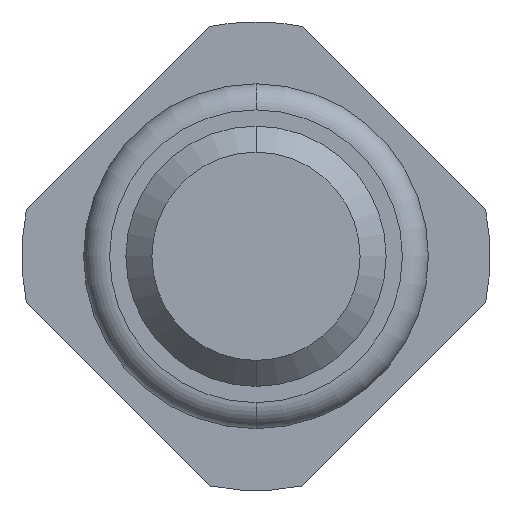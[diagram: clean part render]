
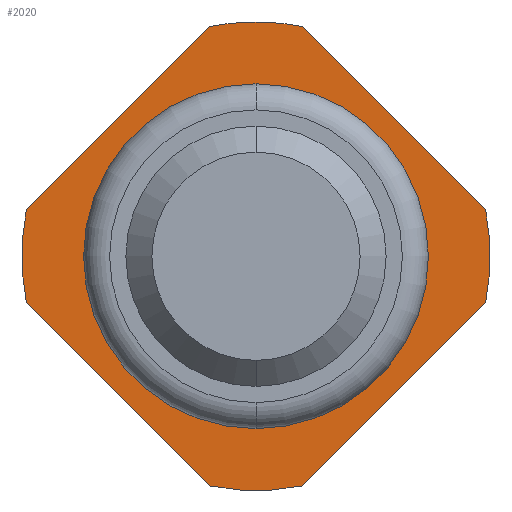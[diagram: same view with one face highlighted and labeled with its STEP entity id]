
A CAD part, front view. The second image highlights one B-rep face of the part: STEP entity #2020.
In plain terms, the highlighted planar face has unit normal (0, -1, 0).
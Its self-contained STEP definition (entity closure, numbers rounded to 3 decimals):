
#27 = AXIS2_PLACEMENT_3D ( 'NONE', #3007, #1145, #3871 ) ;
#62 = CARTESIAN_POINT ( 'NONE',  ( 0., -2., 0. ) ) ;
#120 = EDGE_CURVE ( 'Defeature ausgef�hrt2_0+Defeature ausgef�hrt2_12+Defeature ausgef�hrt2_12+Defeature ausgef�hrt2_12', #3539, #866, #372, .T. ) ;
#122 = AXIS2_PLACEMENT_3D ( 'NONE', #963, #1910, #3387 ) ;
#139 = ORIENTED_EDGE ( 'NONE', *, *, #3280, .F. ) ;
#207 = VECTOR ( 'NONE', #639, 1000. ) ;
#209 = ORIENTED_EDGE ( 'NONE', *, *, #2510, .F. ) ;
#248 = DIRECTION ( 'NONE',  ( 0., 1., 0. ) ) ;
#262 = VERTEX_POINT ( 'NONE', #2742 ) ;
#288 = PLANE ( 'NONE',  #1029 ) ;
#330 = CARTESIAN_POINT ( 'NONE',  ( 0., -2., 1.8 ) ) ;
#353 = EDGE_CURVE ( 'Defeature ausgef�hrt2_4+Defeature ausgef�hrt2_0+Defeature ausgef�hrt2_15+Defeature ausgef�hrt2_16', #2107, #517, #755, .T. ) ;
#358 = AXIS2_PLACEMENT_3D ( 'NONE', #2038, #1785, #545 ) ;
#372 = CIRCLE ( 'NONE', #1006, 1.325 ) ;
#376 = CARTESIAN_POINT ( 'NONE',  ( -1.764, -2., 0.357 ) ) ;
#419 = ORIENTED_EDGE ( 'NONE', *, *, #2103, .F. ) ;
#517 = VERTEX_POINT ( 'NONE', #3748 ) ;
#545 = DIRECTION ( 'NONE',  ( 0., 0., 1. ) ) ;
#593 = EDGE_CURVE ( 'Defeature ausgef�hrt2_16+Defeature ausgef�hrt2_0+Defeature ausgef�hrt2_4+Defeature ausgef�hrt2_3', #517, #1488, #1239, .T. ) ;
#598 = DIRECTION ( 'NONE',  ( 0., 1., 0. ) ) ;
#624 = CARTESIAN_POINT ( 'NONE',  ( 1.961, -2., -0.161 ) ) ;
#630 = CARTESIAN_POINT ( 'NONE',  ( 1.8, -2., 0. ) ) ;
#639 = DIRECTION ( 'NONE',  ( 0.707, 0., -0.707 ) ) ;
#642 = LINE ( 'NONE', #1153, #1691 ) ;
#651 = CARTESIAN_POINT ( 'NONE',  ( 1.961, -2., 0.161 ) ) ;
#663 = ORIENTED_EDGE ( 'NONE', *, *, #1121, .T. ) ;
#755 = CIRCLE ( 'NONE', #122, 1.8 ) ;
#808 = ORIENTED_EDGE ( 'NONE', *, *, #593, .F. ) ;
#843 = ORIENTED_EDGE ( 'NONE', *, *, #120, .T. ) ;
#865 = DIRECTION ( 'NONE',  ( 0., 0., 1. ) ) ;
#866 = VERTEX_POINT ( 'NONE', #3340 ) ;
#897 = DIRECTION ( 'NONE',  ( 0., 0., 1. ) ) ;
#907 = CARTESIAN_POINT ( 'NONE',  ( -1.764, -2., -0.357 ) ) ;
#942 = VERTEX_POINT ( 'NONE', #376 ) ;
#963 = CARTESIAN_POINT ( 'NONE',  ( 0., -2., 0. ) ) ;
#1006 = AXIS2_PLACEMENT_3D ( 'NONE', #2388, #3557, #1141 ) ;
#1029 = AXIS2_PLACEMENT_3D ( 'NONE', #630, #598, #897 ) ;
#1119 = CARTESIAN_POINT ( 'NONE',  ( 0., -2., -1.325 ) ) ;
#1121 = EDGE_CURVE ( 'Defeature ausgef�hrt2_0+Defeature ausgef�hrt2_12+Defeature ausgef�hrt2_12+Defeature ausgef�hrt2_12', #866, #3539, #3837, .T. ) ;
#1141 = DIRECTION ( 'NONE',  ( 0., 0., 1. ) ) ;
#1145 = DIRECTION ( 'NONE',  ( 0., 1., 0. ) ) ;
#1153 = CARTESIAN_POINT ( 'NONE',  ( -0.161, -2., 1.961 ) ) ;
#1215 = DIRECTION ( 'NONE',  ( 0., 0., 1. ) ) ;
#1239 = LINE ( 'NONE', #1417, #2770 ) ;
#1417 = CARTESIAN_POINT ( 'NONE',  ( -0.161, -2., -1.961 ) ) ;
#1434 = DIRECTION ( 'NONE',  ( -0.707, 0., 0.707 ) ) ;
#1458 = DIRECTION ( 'NONE',  ( 0., 0., 1. ) ) ;
#1460 = AXIS2_PLACEMENT_3D ( 'NONE', #62, #2842, #1215 ) ;
#1488 = VERTEX_POINT ( 'NONE', #907 ) ;
#1691 = VECTOR ( 'NONE', #2076, 1000. ) ;
#1724 = VERTEX_POINT ( 'NONE', #1932 ) ;
#1745 = CIRCLE ( 'NONE', #1994, 1.8 ) ;
#1785 = DIRECTION ( 'NONE',  ( 0., 1., 0. ) ) ;
#1787 = CARTESIAN_POINT ( 'NONE',  ( 0., -2., 0. ) ) ;
#1793 = CARTESIAN_POINT ( 'NONE',  ( -0.357, -2., 1.764 ) ) ;
#1865 = VERTEX_POINT ( 'NONE', #3835 ) ;
#1892 = EDGE_LOOP ( 'NONE', ( #419, #209, #2878, #3469, #3538, #808, #3476, #3220, #139 ) ) ;
#1894 = FACE_OUTER_BOUND ( 'NONE', #1892, .T. ) ;
#1910 = DIRECTION ( 'NONE',  ( 0., 1., 0. ) ) ;
#1932 = CARTESIAN_POINT ( 'NONE',  ( 1.764, -2., -0.357 ) ) ;
#1991 = VERTEX_POINT ( 'NONE', #1793 ) ;
#1994 = AXIS2_PLACEMENT_3D ( 'NONE', #1787, #248, #865 ) ;
#2020 = ADVANCED_FACE ( 'Defeature ausgef�hrt2_0', ( #3825, #1894 ), #288, .F. ) ;
#2038 = CARTESIAN_POINT ( 'NONE',  ( 0., -2., 0. ) ) ;
#2076 = DIRECTION ( 'NONE',  ( 0.707, 0., 0.707 ) ) ;
#2103 = EDGE_CURVE ( 'Defeature ausgef�hrt2_18+Defeature ausgef�hrt2_0+Defeature ausgef�hrt2_2+Defeature ausgef�hrt2_1', #262, #1865, #2368, .T. ) ;
#2107 = VERTEX_POINT ( 'NONE', #2468 ) ;
#2184 = VECTOR ( 'NONE', #3944, 1000. ) ;
#2313 = EDGE_LOOP ( 'NONE', ( #663, #843 ) ) ;
#2368 = LINE ( 'NONE', #651, #207 ) ;
#2388 = CARTESIAN_POINT ( 'NONE',  ( 0., -2., 0. ) ) ;
#2400 = EDGE_CURVE ( 'Defeature ausgef�hrt2_2+Defeature ausgef�hrt2_0+Defeature ausgef�hrt2_17+Defeature ausgef�hrt2_18', #1991, #3908, #2465, .T. ) ;
#2465 = CIRCLE ( 'NONE', #2609, 1.8 ) ;
#2468 = CARTESIAN_POINT ( 'NONE',  ( 0.357, -2., -1.764 ) ) ;
#2510 = EDGE_CURVE ( 'Defeature ausgef�hrt2_2+Defeature ausgef�hrt2_0+Defeature ausgef�hrt2_17+Defeature ausgef�hrt2_18', #3908, #262, #1745, .T. ) ;
#2588 = EDGE_CURVE ( 'Defeature ausgef�hrt2_3+Defeature ausgef�hrt2_0+Defeature ausgef�hrt2_16+Defeature ausgef�hrt2_17', #1488, #942, #3448, .T. ) ;
#2595 = LINE ( 'NONE', #624, #2184 ) ;
#2609 = AXIS2_PLACEMENT_3D ( 'NONE', #3518, #2657, #1458 ) ;
#2657 = DIRECTION ( 'NONE',  ( 0., 1., 0. ) ) ;
#2696 = EDGE_CURVE ( 'Defeature ausgef�hrt2_15+Defeature ausgef�hrt2_0+Defeature ausgef�hrt2_1+Defeature ausgef�hrt2_4', #1724, #2107, #2595, .T. ) ;
#2742 = CARTESIAN_POINT ( 'NONE',  ( 0.357, -2., 1.764 ) ) ;
#2770 = VECTOR ( 'NONE', #1434, 1000. ) ;
#2842 = DIRECTION ( 'NONE',  ( 0., 1., 0. ) ) ;
#2878 = ORIENTED_EDGE ( 'NONE', *, *, #2400, .F. ) ;
#3007 = CARTESIAN_POINT ( 'NONE',  ( 0., -2., 0. ) ) ;
#3187 = EDGE_CURVE ( 'Defeature ausgef�hrt2_17+Defeature ausgef�hrt2_0+Defeature ausgef�hrt2_3+Defeature ausgef�hrt2_2', #942, #1991, #642, .T. ) ;
#3220 = ORIENTED_EDGE ( 'NONE', *, *, #2696, .F. ) ;
#3280 = EDGE_CURVE ( 'Defeature ausgef�hrt2_1+Defeature ausgef�hrt2_0+Defeature ausgef�hrt2_18+Defeature ausgef�hrt2_15', #1865, #1724, #3634, .T. ) ;
#3340 = CARTESIAN_POINT ( 'NONE',  ( 0., -2., 1.325 ) ) ;
#3387 = DIRECTION ( 'NONE',  ( 0., 0., 1. ) ) ;
#3448 = CIRCLE ( 'NONE', #358, 1.8 ) ;
#3469 = ORIENTED_EDGE ( 'NONE', *, *, #3187, .F. ) ;
#3476 = ORIENTED_EDGE ( 'NONE', *, *, #353, .F. ) ;
#3518 = CARTESIAN_POINT ( 'NONE',  ( 0., -2., 0. ) ) ;
#3538 = ORIENTED_EDGE ( 'NONE', *, *, #2588, .F. ) ;
#3539 = VERTEX_POINT ( 'NONE', #1119 ) ;
#3557 = DIRECTION ( 'NONE',  ( 0., 1., 0. ) ) ;
#3634 = CIRCLE ( 'NONE', #1460, 1.8 ) ;
#3748 = CARTESIAN_POINT ( 'NONE',  ( -0.357, -2., -1.764 ) ) ;
#3825 = FACE_BOUND ( 'NONE', #2313, .T. ) ;
#3835 = CARTESIAN_POINT ( 'NONE',  ( 1.764, -2., 0.357 ) ) ;
#3837 = CIRCLE ( 'NONE', #27, 1.325 ) ;
#3871 = DIRECTION ( 'NONE',  ( 0., 0., 1. ) ) ;
#3908 = VERTEX_POINT ( 'NONE', #330 ) ;
#3944 = DIRECTION ( 'NONE',  ( -0.707, 0., -0.707 ) ) ;
